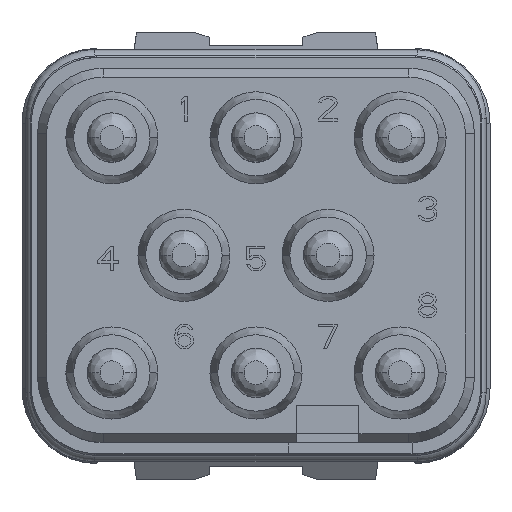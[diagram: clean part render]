
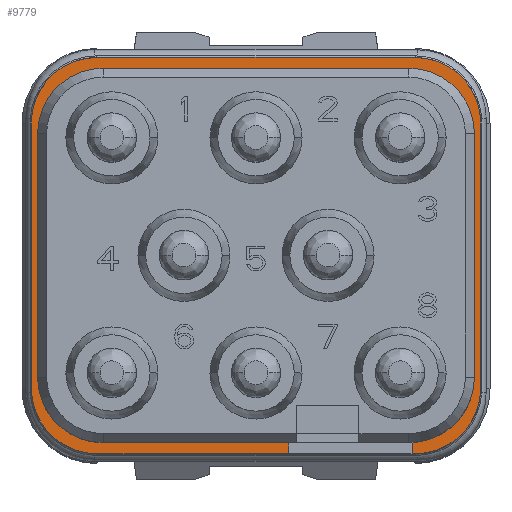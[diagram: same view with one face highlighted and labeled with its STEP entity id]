
A CAD part, top view. The second image highlights one B-rep face of the part: STEP entity #9779.
In plain terms, the highlighted planar face has unit normal (0, 0, 1).
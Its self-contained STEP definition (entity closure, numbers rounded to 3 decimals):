
#1=DIRECTION('',(-1.,0.,0.));
#2=VECTOR('',#1,0.1);
#3=CARTESIAN_POINT('',(5.1,-6.35,0.));
#4=LINE('',#3,#2);
#5=DIRECTION('',(0.,-1.,0.));
#6=VECTOR('',#5,0.352);
#7=CARTESIAN_POINT('',(5.,-5.998,0.));
#8=LINE('',#7,#6);
#9=CARTESIAN_POINT('',(4.9,-3.9,0.));
#10=DIRECTION('',(0.,0.,1.));
#11=DIRECTION('',(0.048,-0.999,0.));
#12=AXIS2_PLACEMENT_3D('',#9,#10,#11);
#14=DIRECTION('',(0.,1.,0.));
#15=VECTOR('',#14,7.8);
#16=CARTESIAN_POINT('',(7.,-3.9,0.));
#17=LINE('',#16,#15);
#18=CARTESIAN_POINT('',(4.9,3.9,0.));
#19=DIRECTION('',(0.,0.,1.));
#20=DIRECTION('',(1.,0.,0.));
#21=AXIS2_PLACEMENT_3D('',#18,#19,#20);
#23=DIRECTION('',(-1.,0.,0.));
#24=VECTOR('',#23,9.8);
#25=CARTESIAN_POINT('',(4.9,6.,0.));
#26=LINE('',#25,#24);
#27=CARTESIAN_POINT('',(-4.9,3.9,0.));
#28=DIRECTION('',(0.,0.,1.));
#29=DIRECTION('',(0.,1.,0.));
#30=AXIS2_PLACEMENT_3D('',#27,#28,#29);
#32=DIRECTION('',(0.,-1.,0.));
#33=VECTOR('',#32,7.8);
#34=CARTESIAN_POINT('',(-7.,3.9,0.));
#35=LINE('',#34,#33);
#36=CARTESIAN_POINT('',(-4.9,-3.9,0.));
#37=DIRECTION('',(0.,0.,1.));
#38=DIRECTION('',(-1.,0.,0.));
#39=AXIS2_PLACEMENT_3D('',#36,#37,#38);
#41=DIRECTION('',(1.,0.,0.));
#42=VECTOR('',#41,5.95);
#43=CARTESIAN_POINT('',(-4.9,-6.,0.));
#44=LINE('',#43,#42);
#45=DIRECTION('',(0.,-1.,0.));
#46=VECTOR('',#45,0.35);
#47=CARTESIAN_POINT('',(1.05,-6.,0.));
#48=LINE('',#47,#46);
#49=DIRECTION('',(-1.,0.,0.));
#50=VECTOR('',#49,6.15);
#51=CARTESIAN_POINT('',(1.05,-6.35,0.));
#52=LINE('',#51,#50);
#53=DIRECTION('',(0.,1.,0.));
#54=VECTOR('',#53,8.5);
#55=CARTESIAN_POINT('',(-7.2,-4.25,0.));
#56=LINE('',#55,#54);
#57=DIRECTION('',(1.,0.,0.));
#58=VECTOR('',#57,10.2);
#59=CARTESIAN_POINT('',(-5.1,6.35,0.));
#60=LINE('',#59,#58);
#61=DIRECTION('',(0.,-1.,0.));
#62=VECTOR('',#61,8.5);
#63=CARTESIAN_POINT('',(7.2,4.25,0.));
#64=LINE('',#63,#62);
#141=CARTESIAN_POINT('',(5.1,-4.25,0.));
#142=DIRECTION('',(0.,0.,-1.));
#143=DIRECTION('',(1.,0.,0.));
#144=AXIS2_PLACEMENT_3D('',#141,#142,#143);
#210=CARTESIAN_POINT('',(5.1,4.25,0.));
#211=DIRECTION('',(0.,0.,-1.));
#212=DIRECTION('',(0.,1.,0.));
#213=AXIS2_PLACEMENT_3D('',#210,#211,#212);
#279=CARTESIAN_POINT('',(-5.1,4.25,0.));
#280=DIRECTION('',(0.,0.,-1.));
#281=DIRECTION('',(-1.,0.,0.));
#282=AXIS2_PLACEMENT_3D('',#279,#280,#281);
#348=CARTESIAN_POINT('',(-5.1,-4.25,0.));
#349=DIRECTION('',(0.,0.,-1.));
#350=DIRECTION('',(0.,-1.,0.));
#351=AXIS2_PLACEMENT_3D('',#348,#349,#350);
#7698=CARTESIAN_POINT('',(5.1,6.35,0.));
#7699=CARTESIAN_POINT('',(7.2,4.25,0.));
#7700=VERTEX_POINT('',#7698);
#7701=VERTEX_POINT('',#7699);
#7702=CARTESIAN_POINT('',(-7.2,4.25,0.));
#7703=CARTESIAN_POINT('',(-5.1,6.35,0.));
#7704=VERTEX_POINT('',#7702);
#7705=VERTEX_POINT('',#7703);
#7706=CARTESIAN_POINT('',(-5.1,-6.35,0.));
#7707=CARTESIAN_POINT('',(-7.2,-4.25,0.));
#7708=VERTEX_POINT('',#7706);
#7709=VERTEX_POINT('',#7707);
#7710=CARTESIAN_POINT('',(7.2,-4.25,0.));
#7711=CARTESIAN_POINT('',(5.1,-6.35,0.));
#7712=VERTEX_POINT('',#7710);
#7713=VERTEX_POINT('',#7711);
#7782=CARTESIAN_POINT('',(-7.,3.9,0.));
#7783=CARTESIAN_POINT('',(-7.,-3.9,0.));
#7784=VERTEX_POINT('',#7782);
#7785=VERTEX_POINT('',#7783);
#7786=CARTESIAN_POINT('',(-4.9,-6.,0.));
#7787=VERTEX_POINT('',#7786);
#7788=CARTESIAN_POINT('',(7.,-3.9,0.));
#7789=CARTESIAN_POINT('',(7.,3.9,0.));
#7790=VERTEX_POINT('',#7788);
#7791=VERTEX_POINT('',#7789);
#7792=CARTESIAN_POINT('',(4.9,6.,0.));
#7793=VERTEX_POINT('',#7792);
#7794=CARTESIAN_POINT('',(-4.9,6.,0.));
#7795=VERTEX_POINT('',#7794);
#7816=CARTESIAN_POINT('',(5.,-6.35,0.));
#7817=VERTEX_POINT('',#7816);
#7818=CARTESIAN_POINT('',(1.05,-6.35,0.));
#7819=VERTEX_POINT('',#7818);
#7820=CARTESIAN_POINT('',(1.05,-6.,0.));
#7821=VERTEX_POINT('',#7820);
#7826=CARTESIAN_POINT('',(5.,-5.998,0.));
#7827=VERTEX_POINT('',#7826);
#9734=CARTESIAN_POINT('',(0.,0.,0.));
#9735=DIRECTION('',(0.,0.,1.));
#9736=DIRECTION('',(1.,0.,0.));
#9737=AXIS2_PLACEMENT_3D('',#9734,#9735,#9736);
#9738=PLANE('',#9737);
#9740=ORIENTED_EDGE('',*,*,#9739,.T.);
#9742=ORIENTED_EDGE('',*,*,#9741,.F.);
#9744=ORIENTED_EDGE('',*,*,#9743,.T.);
#9746=ORIENTED_EDGE('',*,*,#9745,.T.);
#9748=ORIENTED_EDGE('',*,*,#9747,.T.);
#9750=ORIENTED_EDGE('',*,*,#9749,.T.);
#9752=ORIENTED_EDGE('',*,*,#9751,.T.);
#9754=ORIENTED_EDGE('',*,*,#9753,.T.);
#9756=ORIENTED_EDGE('',*,*,#9755,.T.);
#9758=ORIENTED_EDGE('',*,*,#9757,.T.);
#9760=ORIENTED_EDGE('',*,*,#9759,.T.);
#9762=ORIENTED_EDGE('',*,*,#9761,.T.);
#9764=ORIENTED_EDGE('',*,*,#9763,.T.);
#9766=ORIENTED_EDGE('',*,*,#9765,.T.);
#9768=ORIENTED_EDGE('',*,*,#9767,.T.);
#9770=ORIENTED_EDGE('',*,*,#9769,.T.);
#9772=ORIENTED_EDGE('',*,*,#9771,.T.);
#9774=ORIENTED_EDGE('',*,*,#9773,.T.);
#9776=ORIENTED_EDGE('',*,*,#9775,.T.);
#9777=EDGE_LOOP('',(#9740,#9742,#9744,#9746,#9748,#9750,#9752,#9754,#9756,#9758,
#9760,#9762,#9764,#9766,#9768,#9770,#9772,#9774,#9776));
#9778=FACE_OUTER_BOUND('',#9777,.F.);
#9779=ADVANCED_FACE('',(#9778),#9738,.T.);
#13=CIRCLE('',#12,2.1);
#22=CIRCLE('',#21,2.1);
#31=CIRCLE('',#30,2.1);
#40=CIRCLE('',#39,2.1);
#145=CIRCLE('',#144,2.1);
#214=CIRCLE('',#213,2.1);
#283=CIRCLE('',#282,2.1);
#352=CIRCLE('',#351,2.1);
#9739=EDGE_CURVE('',#7713,#7817,#4,.T.);
#9741=EDGE_CURVE('',#7827,#7817,#8,.T.);
#9743=EDGE_CURVE('',#7827,#7790,#13,.T.);
#9745=EDGE_CURVE('',#7790,#7791,#17,.T.);
#9747=EDGE_CURVE('',#7791,#7793,#22,.T.);
#9749=EDGE_CURVE('',#7793,#7795,#26,.T.);
#9751=EDGE_CURVE('',#7795,#7784,#31,.T.);
#9753=EDGE_CURVE('',#7784,#7785,#35,.T.);
#9755=EDGE_CURVE('',#7785,#7787,#40,.T.);
#9757=EDGE_CURVE('',#7787,#7821,#44,.T.);
#9759=EDGE_CURVE('',#7821,#7819,#48,.T.);
#9761=EDGE_CURVE('',#7819,#7708,#52,.T.);
#9763=EDGE_CURVE('',#7708,#7709,#352,.T.);
#9765=EDGE_CURVE('',#7709,#7704,#56,.T.);
#9767=EDGE_CURVE('',#7704,#7705,#283,.T.);
#9769=EDGE_CURVE('',#7705,#7700,#60,.T.);
#9771=EDGE_CURVE('',#7700,#7701,#214,.T.);
#9773=EDGE_CURVE('',#7701,#7712,#64,.T.);
#9775=EDGE_CURVE('',#7712,#7713,#145,.T.);
